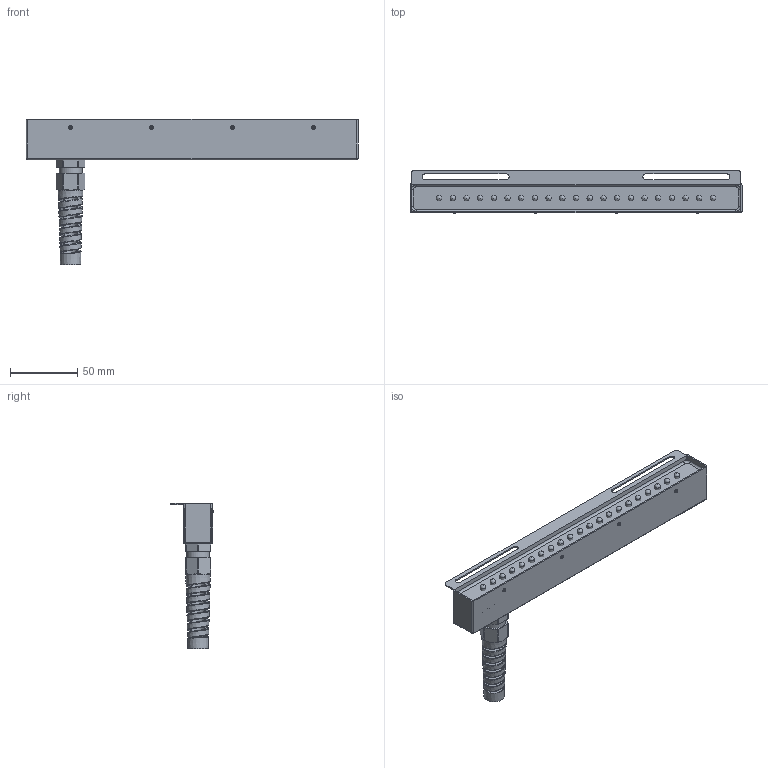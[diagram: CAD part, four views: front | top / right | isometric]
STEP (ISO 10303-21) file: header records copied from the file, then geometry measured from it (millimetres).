
FILE_DESCRIPTION(/* description */ ('Unknown'),/* implementation_level */ '2;1');
FILE_NAME(/* name */ 'Leuchte REL-01',/* time_stamp */ '2016-08-25T11:38:45+02:00',/* author */ ('Unknown'),/* organization */ ('Unknown'),/* preprocessor_version */ 'ST-DEVELOPER v16.7',/* originating_system */ 'DEX',/* authorisation */ $);
FILE_SCHEMA (('AUTOMOTIVE_DESIGN {1 0 10303 214 3 1 1}'));
Length unit declared in the file: millimetre
Products named in the file (9): 3544.130.38_01; 1645.072.38_01; 1645.071.38_01; 9370.251.38_01; 9370.252.38_01; 2376.108.38_01; Screw_DIN_EN_ISO_1207_1994_M2.0x3_v10.50; 9058.001.38_01; 9103.000103.38_01
Assembly tree (10 placements, depth 3):
  3544.130.38_01
    1645.072.38_01
      1645.071.38_01
      9370.251.38_01
      9370.252.38_01  x2
    2376.108.38_01
    Screw_DIN_EN_ISO_1207_1994_M2.0x3_v10.50  x2
    9058.001.38_01
    9103.000103.38_01
Bounding box: 246 x 32.5 x 107.5 mm (x, y, z)
Volume: 156039.9 mm3; surface area: 92657.6 mm2
Topology: 9 solids, 9 shells, 298 faces, 720 edges, 444 vertices
Faces by surface type: plane 133, cylinder 94, sphere 29, torus 23, cone 15, bspline 4
Full cylindrical faces by diameter (mm): 1 x4, 1.567 x3, 1.74 x2, 2 x3, 2.2 x2, 4 x21, 10.8 x7, 16 x1, 16.5 x1, 17 x1
Entity records: 9110 total; most frequent: CARTESIAN_POINT 2788, DIRECTION 1114, ORIENTED_EDGE 908, EDGE_CURVE 454, AXIS2_PLACEMENT_3D 444, EDGE_LOOP 350, FACE_BOUND 350, VERTEX_POINT 314
